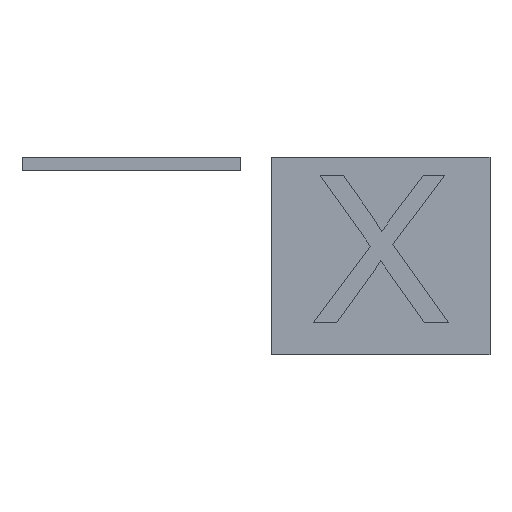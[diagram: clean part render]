
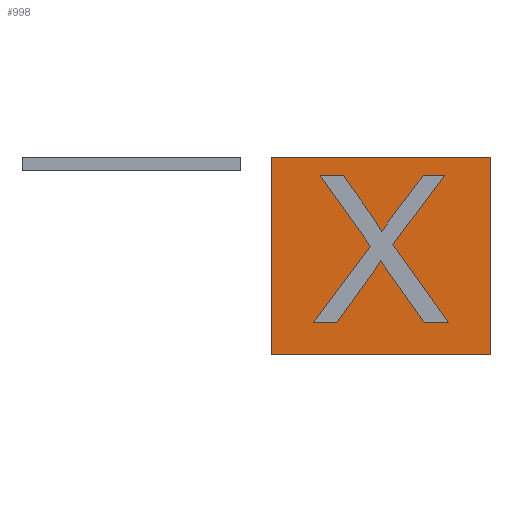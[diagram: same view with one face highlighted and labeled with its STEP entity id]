
A CAD part, front view. The second image highlights one B-rep face of the part: STEP entity #998.
In plain terms, the highlighted planar face has unit normal (0, -1, 0).
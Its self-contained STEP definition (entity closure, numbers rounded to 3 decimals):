
#829=CARTESIAN_POINT('',(386.823,132.,8.));
#830=DIRECTION('',(0.,-1.,0.));
#831=DIRECTION('',(0.,0.,-1.));
#832=AXIS2_PLACEMENT_3D('',#829,#830,#831);
#833=PLANE('',#832);
#834=CARTESIAN_POINT('',(416.693,132.,-32.639));
#835=VERTEX_POINT('',#834);
#836=CARTESIAN_POINT('',(441.284,132.,-66.978));
#837=VERTEX_POINT('',#836);
#838=CARTESIAN_POINT('',(416.693,132.,-32.639));
#839=DIRECTION('',(0.582,0.,-0.813));
#840=VECTOR('',#839,42.236);
#841=LINE('',#838,#840);
#842=EDGE_CURVE('',#835,#837,#841,.T.);
#843=ORIENTED_EDGE('',*,*,#842,.T.);
#844=CARTESIAN_POINT('',(430.65,132.,-66.978));
#845=VERTEX_POINT('',#844);
#846=CARTESIAN_POINT('',(441.284,132.,-66.978));
#847=DIRECTION('',(-1.,0.,0.));
#848=VECTOR('',#847,10.634);
#849=LINE('',#846,#848);
#850=EDGE_CURVE('',#837,#845,#849,.T.);
#851=ORIENTED_EDGE('',*,*,#850,.T.);
#852=CARTESIAN_POINT('',(414.3,132.,-43.805));
#853=VERTEX_POINT('',#852);
#854=CARTESIAN_POINT('',(430.65,132.,-66.978));
#855=DIRECTION('',(-0.576,0.,0.817));
#856=VECTOR('',#855,28.36);
#857=LINE('',#854,#856);
#858=EDGE_CURVE('',#845,#853,#857,.T.);
#859=ORIENTED_EDGE('',*,*,#858,.T.);
#860=CARTESIAN_POINT('',(411.464,132.,-39.463));
#861=VERTEX_POINT('',#860);
#862=CARTESIAN_POINT('',(414.3,132.,-43.805));
#863=CARTESIAN_POINT('',(412.927,132.,-41.811));
#864=CARTESIAN_POINT('',(411.464,132.,-39.463));
#865=B_SPLINE_CURVE_WITH_KNOTS('',2,(#862,#863,#864),.UNSPECIFIED.,.F.,.F.,(3,3),(0.,0.4),.UNSPECIFIED.);
#866=EDGE_CURVE('',#853,#861,#865,.T.);
#867=ORIENTED_EDGE('',*,*,#866,.T.);
#868=CARTESIAN_POINT('',(408.363,132.,-44.336));
#869=VERTEX_POINT('',#868);
#870=CARTESIAN_POINT('',(411.464,132.,-39.463));
#871=CARTESIAN_POINT('',(409.293,132.,-43.007));
#872=CARTESIAN_POINT('',(408.363,132.,-44.336));
#873=B_SPLINE_CURVE_WITH_KNOTS('',2,(#870,#871,#872),.UNSPECIFIED.,.F.,.F.,(3,3),(0.4,1.),.UNSPECIFIED.);
#874=EDGE_CURVE('',#861,#869,#873,.T.);
#875=ORIENTED_EDGE('',*,*,#874,.T.);
#876=CARTESIAN_POINT('',(392.058,132.,-66.978));
#877=VERTEX_POINT('',#876);
#878=CARTESIAN_POINT('',(408.363,132.,-44.336));
#879=DIRECTION('',(-0.584,0.,-0.811));
#880=VECTOR('',#879,27.902);
#881=LINE('',#878,#880);
#882=EDGE_CURVE('',#869,#877,#881,.T.);
#883=ORIENTED_EDGE('',*,*,#882,.T.);
#884=CARTESIAN_POINT('',(381.734,132.,-66.978));
#885=VERTEX_POINT('',#884);
#886=CARTESIAN_POINT('',(392.058,132.,-66.978));
#887=DIRECTION('',(-1.,0.,0.));
#888=VECTOR('',#887,10.324);
#889=LINE('',#886,#888);
#890=EDGE_CURVE('',#877,#885,#889,.T.);
#891=ORIENTED_EDGE('',*,*,#890,.T.);
#892=CARTESIAN_POINT('',(406.856,132.,-33.126));
#893=VERTEX_POINT('',#892);
#894=CARTESIAN_POINT('',(381.734,132.,-66.978));
#895=DIRECTION('',(0.596,0.,0.803));
#896=VECTOR('',#895,42.155);
#897=LINE('',#894,#896);
#898=EDGE_CURVE('',#885,#893,#897,.T.);
#899=ORIENTED_EDGE('',*,*,#898,.T.);
#900=CARTESIAN_POINT('',(384.702,132.,-2.022));
#901=VERTEX_POINT('',#900);
#902=CARTESIAN_POINT('',(406.856,132.,-33.126));
#903=DIRECTION('',(-0.58,0.,0.815));
#904=VECTOR('',#903,38.187);
#905=LINE('',#902,#904);
#906=EDGE_CURVE('',#893,#901,#905,.T.);
#907=ORIENTED_EDGE('',*,*,#906,.T.);
#908=CARTESIAN_POINT('',(394.938,132.,-2.022));
#909=VERTEX_POINT('',#908);
#910=CARTESIAN_POINT('',(384.702,132.,-2.022));
#911=DIRECTION('',(1.,0.,-0.));
#912=VECTOR('',#911,10.235);
#913=LINE('',#910,#912);
#914=EDGE_CURVE('',#901,#909,#913,.T.);
#915=ORIENTED_EDGE('',*,*,#914,.T.);
#916=CARTESIAN_POINT('',(406.724,132.,-18.682));
#917=VERTEX_POINT('',#916);
#918=CARTESIAN_POINT('',(394.938,132.,-2.022));
#919=DIRECTION('',(0.578,0.,-0.816));
#920=VECTOR('',#919,20.407);
#921=LINE('',#918,#920);
#922=EDGE_CURVE('',#909,#917,#921,.T.);
#923=ORIENTED_EDGE('',*,*,#922,.T.);
#924=CARTESIAN_POINT('',(411.952,132.,-26.657));
#925=VERTEX_POINT('',#924);
#926=CARTESIAN_POINT('',(406.724,132.,-18.682));
#927=CARTESIAN_POINT('',(410.401,132.,-23.866));
#928=CARTESIAN_POINT('',(411.952,132.,-26.657));
#929=B_SPLINE_CURVE_WITH_KNOTS('',2,(#926,#927,#928),.UNSPECIFIED.,.F.,.F.,(3,3),(0.,0.434),.UNSPECIFIED.);
#930=EDGE_CURVE('',#917,#925,#929,.T.);
#931=ORIENTED_EDGE('',*,*,#930,.T.);
#932=CARTESIAN_POINT('',(417.092,132.,-19.258));
#933=VERTEX_POINT('',#932);
#934=CARTESIAN_POINT('',(411.952,132.,-26.657));
#935=CARTESIAN_POINT('',(414.123,132.,-23.113));
#936=CARTESIAN_POINT('',(417.092,132.,-19.258));
#937=B_SPLINE_CURVE_WITH_KNOTS('',2,(#934,#935,#936),.UNSPECIFIED.,.F.,.F.,(3,3),(0.434,1.),.UNSPECIFIED.);
#938=EDGE_CURVE('',#925,#933,#937,.T.);
#939=ORIENTED_EDGE('',*,*,#938,.T.);
#940=CARTESIAN_POINT('',(430.162,132.,-2.022));
#941=VERTEX_POINT('',#940);
#942=CARTESIAN_POINT('',(417.092,132.,-19.258));
#943=DIRECTION('',(0.604,0.,0.797));
#944=VECTOR('',#943,21.632);
#945=LINE('',#942,#944);
#946=EDGE_CURVE('',#933,#941,#945,.T.);
#947=ORIENTED_EDGE('',*,*,#946,.T.);
#948=CARTESIAN_POINT('',(439.512,132.,-2.022));
#949=VERTEX_POINT('',#948);
#950=CARTESIAN_POINT('',(430.162,132.,-2.022));
#951=DIRECTION('',(1.,0.,-0.));
#952=VECTOR('',#951,9.349);
#953=LINE('',#950,#952);
#954=EDGE_CURVE('',#941,#949,#953,.T.);
#955=ORIENTED_EDGE('',*,*,#954,.T.);
#956=CARTESIAN_POINT('',(439.512,132.,-2.022));
#957=DIRECTION('',(-0.598,0.,-0.802));
#958=VECTOR('',#957,38.185);
#959=LINE('',#956,#958);
#960=EDGE_CURVE('',#949,#835,#959,.T.);
#961=ORIENTED_EDGE('',*,*,#960,.T.);
#962=EDGE_LOOP('',(#843,#851,#859,#867,#875,#883,#891,#899,#907,#915,#923,#931,#939,#947,#955,#961));
#963=FACE_BOUND('',#962,.T.);
#964=CARTESIAN_POINT('',(459.518,132.,6.));
#965=VERTEX_POINT('',#964);
#966=CARTESIAN_POINT('',(459.518,132.,-81.));
#967=VERTEX_POINT('',#966);
#968=CARTESIAN_POINT('',(459.518,132.,6.));
#969=DIRECTION('',(0.,0.,-1.));
#970=VECTOR('',#969,87.);
#971=LINE('',#968,#970);
#972=EDGE_CURVE('',#965,#967,#971,.T.);
#973=ORIENTED_EDGE('',*,*,#972,.F.);
#974=CARTESIAN_POINT('',(363.5,132.,6.));
#975=VERTEX_POINT('',#974);
#976=CARTESIAN_POINT('',(459.518,132.,6.));
#977=DIRECTION('',(-1.,0.,0.));
#978=VECTOR('',#977,96.018);
#979=LINE('',#976,#978);
#980=EDGE_CURVE('',#965,#975,#979,.T.);
#981=ORIENTED_EDGE('',*,*,#980,.T.);
#982=CARTESIAN_POINT('',(363.5,132.,-81.));
#983=VERTEX_POINT('',#982);
#984=CARTESIAN_POINT('',(363.5,132.,6.));
#985=DIRECTION('',(0.,0.,-1.));
#986=VECTOR('',#985,87.);
#987=LINE('',#984,#986);
#988=EDGE_CURVE('',#975,#983,#987,.T.);
#989=ORIENTED_EDGE('',*,*,#988,.T.);
#990=CARTESIAN_POINT('',(363.5,132.,-81.));
#991=DIRECTION('',(1.,0.,0.));
#992=VECTOR('',#991,96.018);
#993=LINE('',#990,#992);
#994=EDGE_CURVE('',#983,#967,#993,.T.);
#995=ORIENTED_EDGE('',*,*,#994,.T.);
#996=EDGE_LOOP('',(#973,#981,#989,#995));
#997=FACE_BOUND('',#996,.T.);
#998=ADVANCED_FACE('',(#963,#997),#833,.T.);
